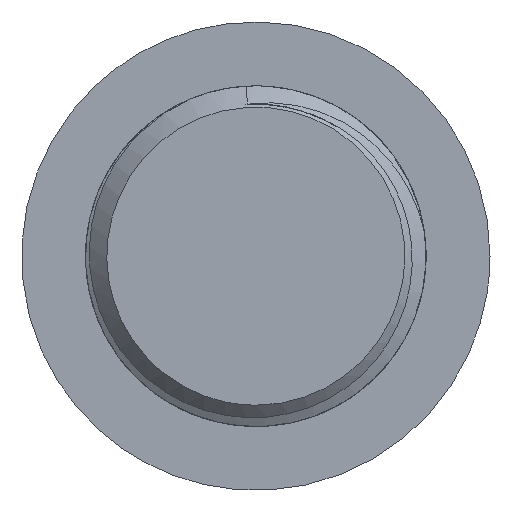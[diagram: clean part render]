
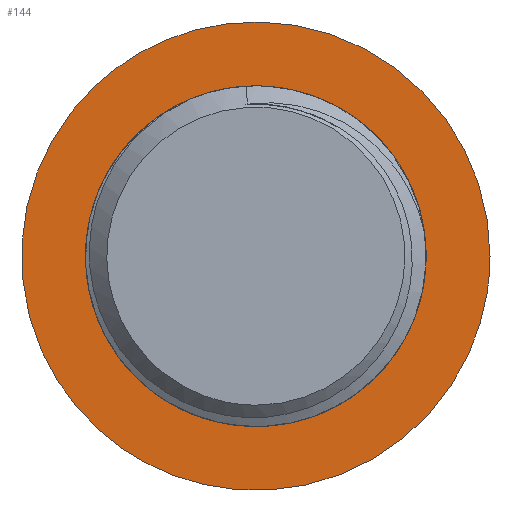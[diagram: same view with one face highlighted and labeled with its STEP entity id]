
A CAD part, front view. The second image highlights one B-rep face of the part: STEP entity #144.
In plain terms, the highlighted free-form (B-spline) face has degree [1, 1] with [2, 2] control points.
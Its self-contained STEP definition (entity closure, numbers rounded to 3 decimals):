
#55 = EDGE_CURVE('',#56,#56,#58,.T.);
#56 = VERTEX_POINT('',#57);
#57 = CARTESIAN_POINT('',(10.019,13.15,0.));
#58 = ( BOUNDED_CURVE() B_SPLINE_CURVE(2,(#59,#60,#61,#62,#63,#64,#65),
.UNSPECIFIED.,.T.,.F.) B_SPLINE_CURVE_WITH_KNOTS((1,2,2,2,2,1),(
    -2.094,0.,2.094,4.189,6.283,
8.378),.UNSPECIFIED.) CURVE() GEOMETRIC_REPRESENTATION_ITEM() 
RATIONAL_B_SPLINE_CURVE((1.,0.5,1.,0.5,1.,0.5,1.)) REPRESENTATION_ITEM(
  '') );
#59 = CARTESIAN_POINT('',(10.019,13.15,0.));
#60 = CARTESIAN_POINT('',(10.019,13.15,17.354
    ));
#61 = CARTESIAN_POINT('',(-5.01,13.15,8.677
    ));
#62 = CARTESIAN_POINT('',(-20.038,13.15,
    0.));
#63 = CARTESIAN_POINT('',(-5.01,13.15,
    -8.677));
#64 = CARTESIAN_POINT('',(10.019,13.15,
    -17.354));
#65 = CARTESIAN_POINT('',(10.019,13.15,0.));
#111 = EDGE_CURVE('',#112,#112,#114,.T.);
#112 = VERTEX_POINT('',#113);
#113 = CARTESIAN_POINT('',(13.776,13.15,0.));
#114 = ( BOUNDED_CURVE() B_SPLINE_CURVE(2,(#115,#116,#117,#118,#119,#120
,#121),.UNSPECIFIED.,.T.,.F.) B_SPLINE_CURVE_WITH_KNOTS((1,2,2,2,2,1),(
    -2.094,0.,2.094,4.189,6.283,
8.378),.UNSPECIFIED.) CURVE() GEOMETRIC_REPRESENTATION_ITEM() 
RATIONAL_B_SPLINE_CURVE((1.,0.5,1.,0.5,1.,0.5,1.)) REPRESENTATION_ITEM(
  '') );
#115 = CARTESIAN_POINT('',(13.776,13.15,0.));
#116 = CARTESIAN_POINT('',(13.776,13.15,
    23.861));
#117 = CARTESIAN_POINT('',(-6.888,13.15,
    11.931));
#118 = CARTESIAN_POINT('',(-27.553,13.15,
    0.));
#119 = CARTESIAN_POINT('',(-6.888,13.15,
    -11.931));
#120 = CARTESIAN_POINT('',(13.776,13.15,
    -23.861));
#121 = CARTESIAN_POINT('',(13.776,13.15,0.));
#144 = ADVANCED_FACE('',(#145,#148),#151,.T.);
#145 = FACE_BOUND('',#146,.T.);
#146 = EDGE_LOOP('',(#147));
#147 = ORIENTED_EDGE('',*,*,#111,.T.);
#148 = FACE_BOUND('',#149,.T.);
#149 = EDGE_LOOP('',(#150));
#150 = ORIENTED_EDGE('',*,*,#55,.F.);
#151 = B_SPLINE_SURFACE_WITH_KNOTS('',1,1,(
    (#152,#153)
    ,(#154,#155
    )),.UNSPECIFIED.,.F.,.F.,.F.,(2,2),(2,2),(-11.,11.),(-20.5,1.5),
  .PIECEWISE_BEZIER_KNOTS.);
#152 = CARTESIAN_POINT('',(-13.776,13.15,
    13.776));
#153 = CARTESIAN_POINT('',(13.776,13.15,13.776
    ));
#154 = CARTESIAN_POINT('',(-13.776,13.15,
    -13.776));
#155 = CARTESIAN_POINT('',(13.776,13.15,
    -13.776));
